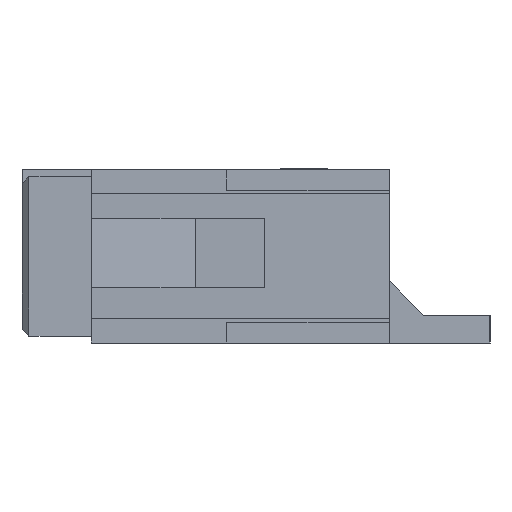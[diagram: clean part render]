
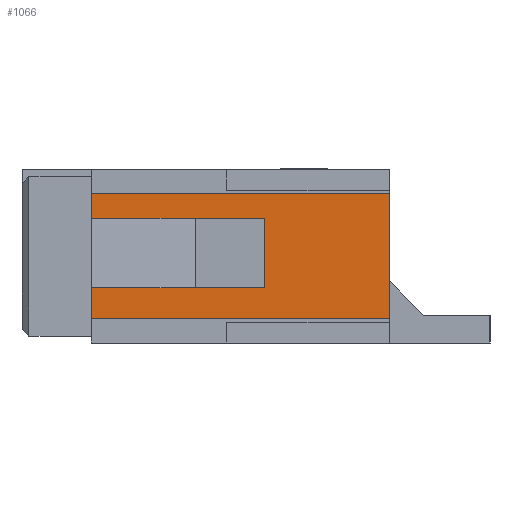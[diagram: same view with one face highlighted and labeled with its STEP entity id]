
A CAD part, left-side view. The second image highlights one B-rep face of the part: STEP entity #1066.
In plain terms, the highlighted planar face has unit normal (-1, 0, 0).
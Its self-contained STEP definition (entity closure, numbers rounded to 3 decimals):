
#1066 = ADVANCED_FACE ( 'NONE', ( #26336 ), #6609, .T. ) ;
#1400 = VECTOR ( 'NONE', #11774, 1000. ) ;
#2076 = AXIS2_PLACEMENT_3D ( 'NONE', #13682, #16240, #26000 ) ;
#3852 = DIRECTION ( 'NONE',  ( 0., 0., 1. ) ) ;
#5744 = EDGE_CURVE ( 'NONE', #7994, #16066, #11440, .T. ) ;
#5768 = VECTOR ( 'NONE', #3852, 1000. ) ;
#6494 = EDGE_LOOP ( 'NONE', ( #22583, #14677, #21273, #23476 ) ) ;
#6609 = PLANE ( 'NONE',  #2076 ) ;
#6696 = CARTESIAN_POINT ( 'NONE',  ( -6.3, 4.306, 2.45 ) ) ;
#7994 = VERTEX_POINT ( 'NONE', #16747 ) ;
#8462 = CARTESIAN_POINT ( 'NONE',  ( -6.3, 4.306, 0.65 ) ) ;
#9004 = DIRECTION ( 'NONE',  ( 0., 0., -1. ) ) ;
#11440 = LINE ( 'NONE', #28701, #31323 ) ;
#11774 = DIRECTION ( 'NONE',  ( 0., -1., 0. ) ) ;
#11879 = CARTESIAN_POINT ( 'NONE',  ( -6.3, -1.925, 2.8 ) ) ;
#12316 = CARTESIAN_POINT ( 'NONE',  ( -6.3, 2.375, 0.65 ) ) ;
#12908 = DIRECTION ( 'NONE',  ( 0., -1., 0. ) ) ;
#13407 = LINE ( 'NONE', #8462, #17991 ) ;
#13682 = CARTESIAN_POINT ( 'NONE',  ( -6.3, 4.306, 2.8 ) ) ;
#14217 = EDGE_CURVE ( 'NONE', #7994, #20913, #24284, .T. ) ;
#14539 = LINE ( 'NONE', #11879, #5768 ) ;
#14677 = ORIENTED_EDGE ( 'NONE', *, *, #5744, .T. ) ;
#16066 = VERTEX_POINT ( 'NONE', #12316 ) ;
#16240 = DIRECTION ( 'NONE',  ( -1., 0., 0. ) ) ;
#16747 = CARTESIAN_POINT ( 'NONE',  ( -6.3, 2.375, 2.45 ) ) ;
#16939 = CARTESIAN_POINT ( 'NONE',  ( -6.3, -1.925, 0.65 ) ) ;
#17991 = VECTOR ( 'NONE', #12908, 1000. ) ;
#19387 = VERTEX_POINT ( 'NONE', #16939 ) ;
#20913 = VERTEX_POINT ( 'NONE', #28908 ) ;
#21273 = ORIENTED_EDGE ( 'NONE', *, *, #22149, .T. ) ;
#22149 = EDGE_CURVE ( 'NONE', #16066, #19387, #13407, .T. ) ;
#22583 = ORIENTED_EDGE ( 'NONE', *, *, #14217, .F. ) ;
#23476 = ORIENTED_EDGE ( 'NONE', *, *, #26852, .T. ) ;
#24284 = LINE ( 'NONE', #6696, #1400 ) ;
#26000 = DIRECTION ( 'NONE',  ( 0., 0., -1. ) ) ;
#26336 = FACE_OUTER_BOUND ( 'NONE', #6494, .T. ) ;
#26852 = EDGE_CURVE ( 'NONE', #19387, #20913, #14539, .T. ) ;
#28701 = CARTESIAN_POINT ( 'NONE',  ( -6.3, 2.375, 2.8 ) ) ;
#28908 = CARTESIAN_POINT ( 'NONE',  ( -6.3, -1.925, 2.45 ) ) ;
#31323 = VECTOR ( 'NONE', #9004, 1000. ) ;
